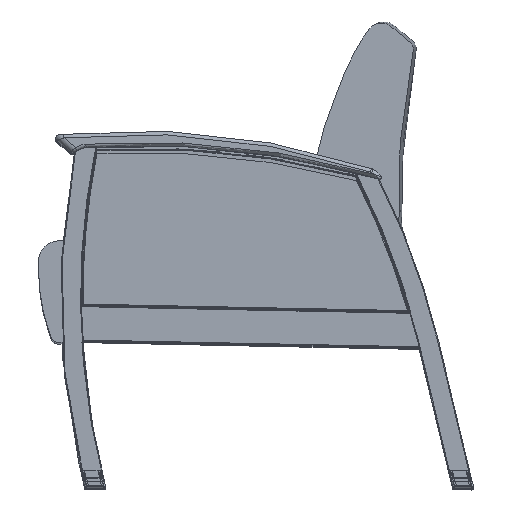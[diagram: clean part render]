
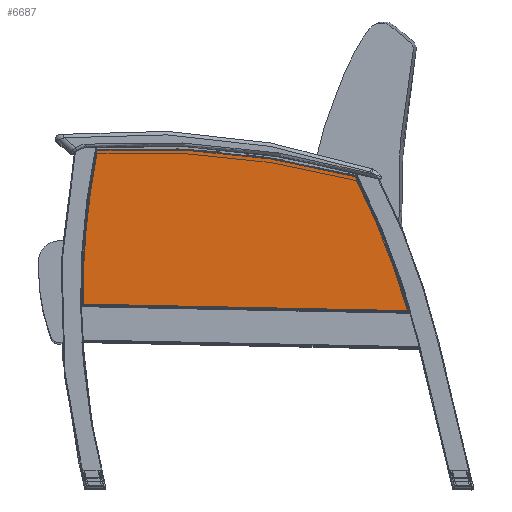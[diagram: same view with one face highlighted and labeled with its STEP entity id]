
A CAD part, top view. The second image highlights one B-rep face of the part: STEP entity #6687.
In plain terms, the highlighted planar face has unit normal (0, 0, 1).
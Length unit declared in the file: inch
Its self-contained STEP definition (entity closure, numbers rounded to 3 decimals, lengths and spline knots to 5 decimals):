
#475=PLANE('',#7355);
#1149=FACE_OUTER_BOUND('',#1671,.T.);
#1671=EDGE_LOOP('',(#6064,#6065,#6066,#6067));
#1993=CIRCLE('',#7340,53.031);
#2001=CIRCLE('',#7354,59.7575);
#2002=CIRCLE('',#7356,53.031);
#2380=LINE('',#14110,#2767);
#2767=VECTOR('',#9036,23.30638);
#3377=VERTEX_POINT('',#14068);
#3380=VERTEX_POINT('',#14086);
#3383=VERTEX_POINT('',#14109);
#3394=VERTEX_POINT('',#14192);
#4270=EDGE_CURVE('',#3380,#3377,#1993,.T.);
#4274=EDGE_CURVE('',#3377,#3383,#2380,.T.);
#4289=EDGE_CURVE('',#3394,#3380,#2001,.T.);
#4290=EDGE_CURVE('',#3383,#3394,#2002,.T.);
#6064=ORIENTED_EDGE('',*,*,#4270,.F.);
#6065=ORIENTED_EDGE('',*,*,#4289,.F.);
#6066=ORIENTED_EDGE('',*,*,#4290,.F.);
#6067=ORIENTED_EDGE('',*,*,#4274,.F.);
#6687=ADVANCED_FACE('',(#1149),#475,.T.);
#7340=AXIS2_PLACEMENT_3D('',#14101,#9026,#9027);
#7354=AXIS2_PLACEMENT_3D('',#14207,#9060,#9061);
#7355=AXIS2_PLACEMENT_3D('',#14208,#9062,#9063);
#7356=AXIS2_PLACEMENT_3D('',#14209,#9064,#9065);
#9026=DIRECTION('center_axis',(0.,0.,-1.));
#9027=DIRECTION('ref_axis',(0.93,0.366,0.));
#9036=DIRECTION('',(-1.,0.02,0.));
#9060=DIRECTION('center_axis',(0.,0.,-1.));
#9061=DIRECTION('ref_axis',(0.099,0.995,0.));
#9062=DIRECTION('center_axis',(0.,0.,1.));
#9063=DIRECTION('ref_axis',(1.,0.,0.));
#9064=DIRECTION('center_axis',(0.,0.,-1.));
#9065=DIRECTION('ref_axis',(-0.996,0.094,0.));
#14068=CARTESIAN_POINT('',(23.533,-0.41145,1.5));
#14086=CARTESIAN_POINT('',(19.73668,9.20793,1.5));
#14101=CARTESIAN_POINT('Origin',(-27.45859,-14.97663,1.5));
#14109=CARTESIAN_POINT('',(0.23135,0.05785,1.5));
#14110=CARTESIAN_POINT('',(5.56619,-0.04959,1.5));
#14192=CARTESIAN_POINT('',(1.27194,11.11456,1.5));
#14207=CARTESIAN_POINT('Origin',(4.44102,-48.55885,1.5));
#14208=CARTESIAN_POINT('Origin',(11.05137,4.30035,1.5));
#14209=CARTESIAN_POINT('Origin',(53.2591,0.64449,1.5));
